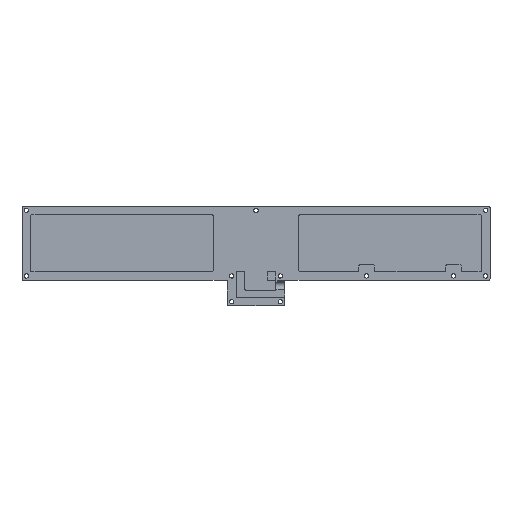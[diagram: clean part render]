
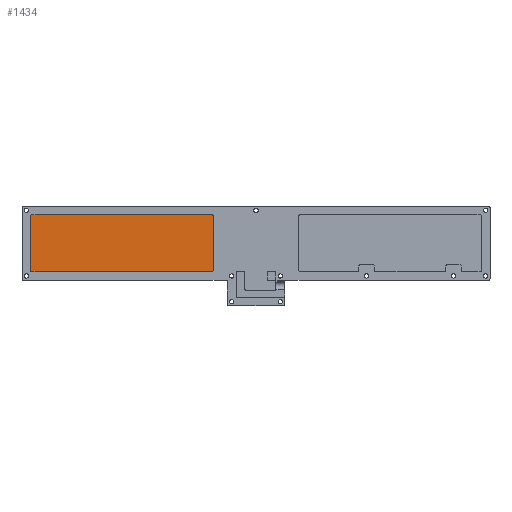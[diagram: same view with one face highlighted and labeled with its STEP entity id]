
A CAD part, top view. The second image highlights one B-rep face of the part: STEP entity #1434.
In plain terms, the highlighted planar face has unit normal (0, 0, 1).
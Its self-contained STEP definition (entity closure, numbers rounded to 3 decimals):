
#1406 = EDGE_CURVE('',#1407,#1409,#1411,.T.);
#1407 = VERTEX_POINT('',#1408);
#1408 = CARTESIAN_POINT('',(-158.,19.,6.));
#1409 = VERTEX_POINT('',#1410);
#1410 = CARTESIAN_POINT('',(-157.,20.,6.));
#1411 = CIRCLE('',#1412,1.);
#1412 = AXIS2_PLACEMENT_3D('',#1413,#1414,#1415);
#1413 = CARTESIAN_POINT('',(-157.,19.,6.));
#1414 = DIRECTION('',(0.,0.,-1.));
#1415 = DIRECTION('',(-0.707,0.707,0.));
#1434 = ADVANCED_FACE('',(#1435),#1495,.T.);
#1435 = FACE_BOUND('',#1436,.T.);
#1436 = EDGE_LOOP('',(#1437,#1438,#1446,#1455,#1463,#1472,#1480,#1489));
#1437 = ORIENTED_EDGE('',*,*,#1406,.F.);
#1438 = ORIENTED_EDGE('',*,*,#1439,.T.);
#1439 = EDGE_CURVE('',#1407,#1440,#1442,.T.);
#1440 = VERTEX_POINT('',#1441);
#1441 = CARTESIAN_POINT('',(-158.,-19.,6.));
#1442 = LINE('',#1443,#1444);
#1443 = CARTESIAN_POINT('',(-158.,-20.,6.));
#1444 = VECTOR('',#1445,1.);
#1445 = DIRECTION('',(0.,-1.,0.));
#1446 = ORIENTED_EDGE('',*,*,#1447,.F.);
#1447 = EDGE_CURVE('',#1448,#1440,#1450,.T.);
#1448 = VERTEX_POINT('',#1449);
#1449 = CARTESIAN_POINT('',(-157.,-20.,6.));
#1450 = CIRCLE('',#1451,1.);
#1451 = AXIS2_PLACEMENT_3D('',#1452,#1453,#1454);
#1452 = CARTESIAN_POINT('',(-157.,-19.,6.));
#1453 = DIRECTION('',(0.,0.,-1.));
#1454 = DIRECTION('',(-0.707,-0.707,-0.));
#1455 = ORIENTED_EDGE('',*,*,#1456,.T.);
#1456 = EDGE_CURVE('',#1448,#1457,#1459,.T.);
#1457 = VERTEX_POINT('',#1458);
#1458 = CARTESIAN_POINT('',(-31.,-20.,6.));
#1459 = LINE('',#1460,#1461);
#1460 = CARTESIAN_POINT('',(-30.,-20.,6.));
#1461 = VECTOR('',#1462,1.);
#1462 = DIRECTION('',(1.,0.,0.));
#1463 = ORIENTED_EDGE('',*,*,#1464,.F.);
#1464 = EDGE_CURVE('',#1465,#1457,#1467,.T.);
#1465 = VERTEX_POINT('',#1466);
#1466 = CARTESIAN_POINT('',(-30.,-19.,6.));
#1467 = CIRCLE('',#1468,1.);
#1468 = AXIS2_PLACEMENT_3D('',#1469,#1470,#1471);
#1469 = CARTESIAN_POINT('',(-31.,-19.,6.));
#1470 = DIRECTION('',(0.,0.,-1.));
#1471 = DIRECTION('',(0.707,-0.707,0.));
#1472 = ORIENTED_EDGE('',*,*,#1473,.T.);
#1473 = EDGE_CURVE('',#1465,#1474,#1476,.T.);
#1474 = VERTEX_POINT('',#1475);
#1475 = CARTESIAN_POINT('',(-30.,19.,6.));
#1476 = LINE('',#1477,#1478);
#1477 = CARTESIAN_POINT('',(-30.,20.,6.));
#1478 = VECTOR('',#1479,1.);
#1479 = DIRECTION('',(0.,1.,0.));
#1480 = ORIENTED_EDGE('',*,*,#1481,.F.);
#1481 = EDGE_CURVE('',#1482,#1474,#1484,.T.);
#1482 = VERTEX_POINT('',#1483);
#1483 = CARTESIAN_POINT('',(-31.,20.,6.));
#1484 = CIRCLE('',#1485,1.);
#1485 = AXIS2_PLACEMENT_3D('',#1486,#1487,#1488);
#1486 = CARTESIAN_POINT('',(-31.,19.,6.));
#1487 = DIRECTION('',(0.,0.,-1.));
#1488 = DIRECTION('',(0.707,0.707,0.));
#1489 = ORIENTED_EDGE('',*,*,#1490,.T.);
#1490 = EDGE_CURVE('',#1482,#1409,#1491,.T.);
#1491 = LINE('',#1492,#1493);
#1492 = CARTESIAN_POINT('',(-158.,20.,6.));
#1493 = VECTOR('',#1494,1.);
#1494 = DIRECTION('',(-1.,0.,0.));
#1495 = PLANE('',#1496);
#1496 = AXIS2_PLACEMENT_3D('',#1497,#1498,#1499);
#1497 = CARTESIAN_POINT('',(-94.,0.,6.));
#1498 = DIRECTION('',(0.,0.,1.));
#1499 = DIRECTION('',(1.,0.,-0.));
